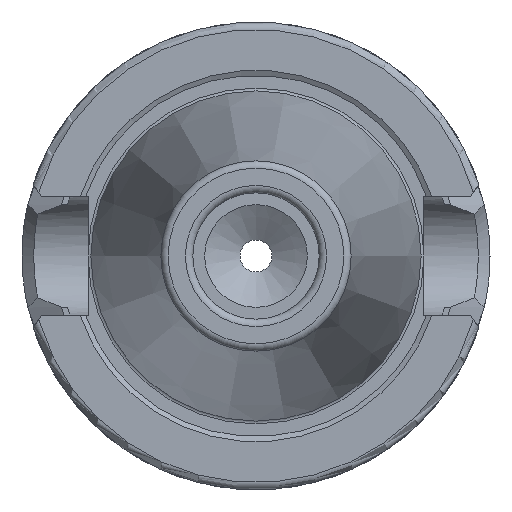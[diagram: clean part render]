
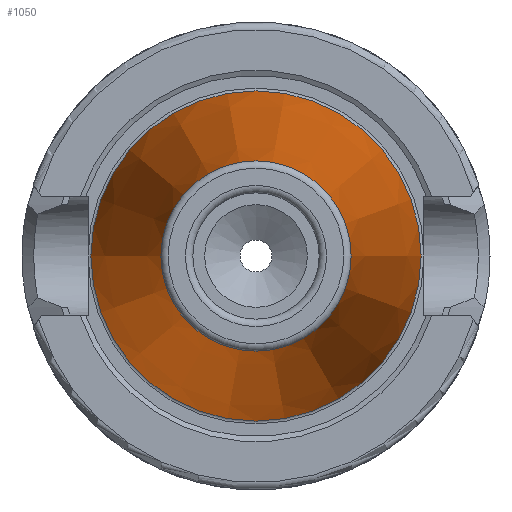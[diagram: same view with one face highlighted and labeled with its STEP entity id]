
A CAD part, left-side view. The second image highlights one B-rep face of the part: STEP entity #1050.
In plain terms, the highlighted conical face has half-angle 8.297 degrees and reference radius 17.519 mm.
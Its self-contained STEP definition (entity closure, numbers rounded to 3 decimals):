
#58=CONICAL_SURFACE('',#1189,17.519,0.145);
#113=LINE('',#2063,#171);
#171=VECTOR('',#1479,17.519);
#274=FACE_OUTER_BOUND('',#340,.T.);
#340=EDGE_LOOP('',(#948,#949,#950,#951,#952));
#404=CIRCLE('',#1186,12.812);
#405=CIRCLE('',#1187,12.812);
#407=CIRCLE('',#1190,22.225);
#509=VERTEX_POINT('',#2055);
#510=VERTEX_POINT('',#2056);
#511=VERTEX_POINT('',#2061);
#657=EDGE_CURVE('',#509,#510,#404,.T.);
#658=EDGE_CURVE('',#510,#509,#405,.T.);
#660=EDGE_CURVE('',#511,#511,#407,.T.);
#661=EDGE_CURVE('',#511,#509,#113,.T.);
#948=ORIENTED_EDGE('',*,*,#660,.F.);
#949=ORIENTED_EDGE('',*,*,#661,.T.);
#950=ORIENTED_EDGE('',*,*,#657,.T.);
#951=ORIENTED_EDGE('',*,*,#658,.T.);
#952=ORIENTED_EDGE('',*,*,#661,.F.);
#1050=ADVANCED_FACE('',(#274),#58,.T.);
#1186=AXIS2_PLACEMENT_3D('',#2057,#1469,#1470);
#1187=AXIS2_PLACEMENT_3D('',#2058,#1471,#1472);
#1189=AXIS2_PLACEMENT_3D('',#2060,#1475,#1476);
#1190=AXIS2_PLACEMENT_3D('',#2062,#1477,#1478);
#1469=DIRECTION('center_axis',(1.,0.,0.));
#1470=DIRECTION('ref_axis',(0.,0.,-1.));
#1471=DIRECTION('center_axis',(1.,0.,0.));
#1472=DIRECTION('ref_axis',(0.,0.,-1.));
#1475=DIRECTION('center_axis',(1.,0.,0.));
#1476=DIRECTION('ref_axis',(0.,1.,0.));
#1477=DIRECTION('center_axis',(1.,0.,0.));
#1478=DIRECTION('ref_axis',(0.,0.,-1.));
#1479=DIRECTION('',(-0.99,0.144,0.));
#2055=CARTESIAN_POINT('',(-64.544,-12.812,0.));
#2056=CARTESIAN_POINT('',(-64.544,0.,12.812));
#2057=CARTESIAN_POINT('Origin',(-64.544,0.,0.));
#2058=CARTESIAN_POINT('Origin',(-64.544,0.,0.));
#2060=CARTESIAN_POINT('Origin',(-32.272,0.,0.));
#2061=CARTESIAN_POINT('',(0.,-22.225,0.));
#2062=CARTESIAN_POINT('Origin',(0.,0.,0.));
#2063=CARTESIAN_POINT('',(-32.272,-17.519,0.));
